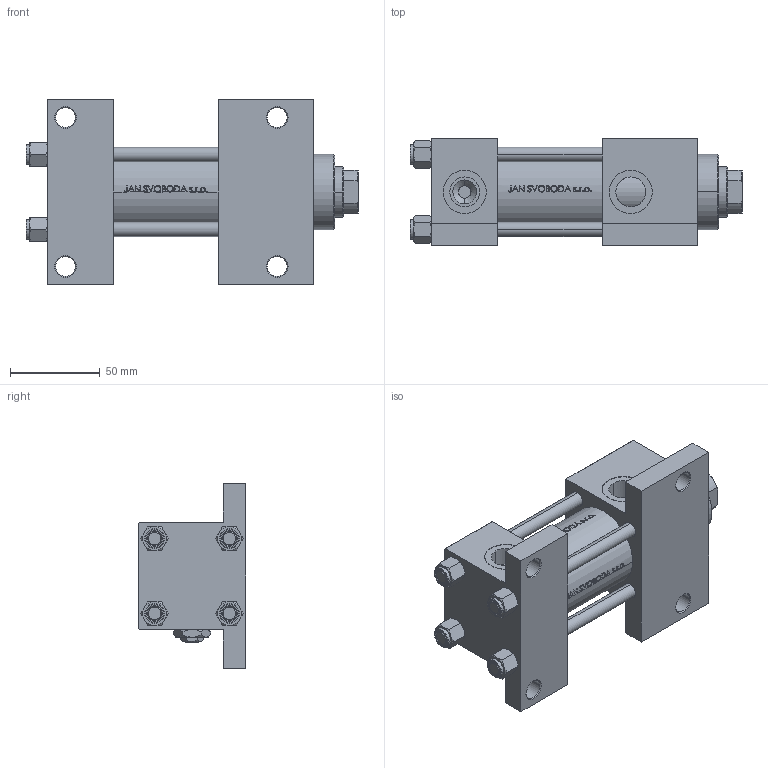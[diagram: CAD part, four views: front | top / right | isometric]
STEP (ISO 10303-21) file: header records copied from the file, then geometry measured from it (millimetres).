
FILE_DESCRIPTION (( 'STEP AP203' ), '1' );
FILE_NAME ('6813.STEP', '2022-04-16T02:21:46', ( '' ), ( '' ), 'SwSTEP 2.0', 'SolidWorks 2019', '' );
FILE_SCHEMA (( 'CONFIG_CONTROL_DESIGN' ));
Length unit declared in the file: millimetre
Products named in the file (7): 6813; Zatka_pro_OIL_PORT ba0d15f10b6d73655c2e3dfee28ff4a1; V215_VC_A ba0d15f10b6d73655c2e3dfee28ff4a1; V215CR_G_TYCINKA ba0d15f10b6d73655c2e3dfee28ff4a1; V215CR_VCP_G ba0d15f10b6d73655c2e3dfee28ff4a1; V215CR_G_Body ba0d15f10b6d73655c2e3dfee28ff4a1; NUT_M5_G ba0d15f10b6d73655c2e3dfee28ff4a1
Assembly tree (16 placements, depth 2):
  6813
    V215CR_G_Body ba0d15f10b6d73655c2e3dfee28ff4a1
    V215CR_VCP_G ba0d15f10b6d73655c2e3dfee28ff4a1
    V215CR_G_TYCINKA ba0d15f10b6d73655c2e3dfee28ff4a1  x6
    NUT_M5_G ba0d15f10b6d73655c2e3dfee28ff4a1  x6
    V215_VC_A ba0d15f10b6d73655c2e3dfee28ff4a1
    Zatka_pro_OIL_PORT ba0d15f10b6d73655c2e3dfee28ff4a1
Bounding box: 185 x 60 x 103 mm (x, y, z)
Volume: 484441 mm3; surface area: 130272.7 mm2
Topology: 16 solids, 16 shells, 1222 faces, 3038 edges, 1933 vertices
Faces by surface type: plane 476, bspline 380, cone 210, cylinder 144, torus 12
Entity records: 49287 total; most frequent: CARTESIAN_POINT 26369, ORIENTED_EDGE 5232, DIRECTION 3264, EDGE_CURVE 2616, VERTEX_POINT 1693, VECTOR 1336, LINE 1336, EDGE_LOOP 1125
